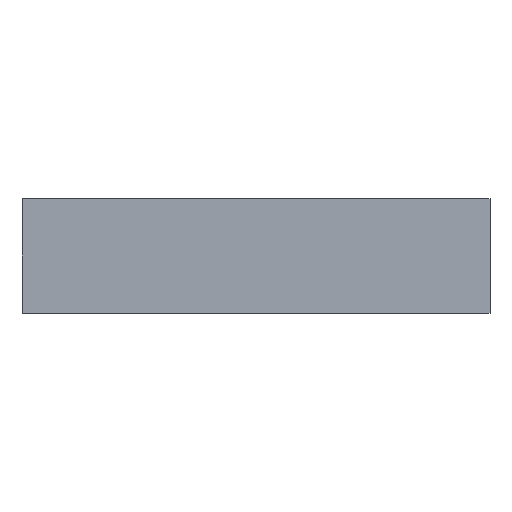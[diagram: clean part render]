
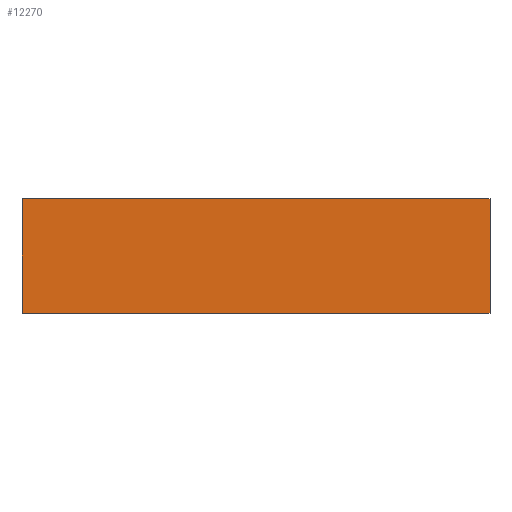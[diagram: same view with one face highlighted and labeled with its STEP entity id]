
A CAD part, front view. The second image highlights one B-rep face of the part: STEP entity #12270.
In plain terms, the highlighted planar face has unit normal (0, -1, 0).
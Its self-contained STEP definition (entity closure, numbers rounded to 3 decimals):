
#1487 = PLANE ( 'NONE',  #3257 ) ;
#3257 = AXIS2_PLACEMENT_3D ( 'NONE', #12427, #23371, #31631 ) ;
#3793 = EDGE_CURVE ( 'NONE', #13294, #16369, #11566, .T. ) ;
#6366 = VERTEX_POINT ( 'NONE', #27018 ) ;
#7781 = EDGE_LOOP ( 'NONE', ( #27704, #19896, #14584, #21893 ) ) ;
#8637 = CARTESIAN_POINT ( 'NONE',  ( -266., -30., -65. ) ) ;
#9285 = CARTESIAN_POINT ( 'NONE',  ( -266., -30., 65. ) ) ;
#11566 = LINE ( 'NONE', #28449, #15571 ) ;
#12270 = ADVANCED_FACE ( 'NONE', ( #15470 ), #1487, .T. ) ;
#12427 = CARTESIAN_POINT ( 'NONE',  ( 0., -30., 0. ) ) ;
#13294 = VERTEX_POINT ( 'NONE', #8637 ) ;
#14584 = ORIENTED_EDGE ( 'NONE', *, *, #30114, .T. ) ;
#15470 = FACE_OUTER_BOUND ( 'NONE', #7781, .T. ) ;
#15571 = VECTOR ( 'NONE', #33632, 1000. ) ;
#16083 = EDGE_CURVE ( 'NONE', #6366, #13294, #22736, .T. ) ;
#16369 = VERTEX_POINT ( 'NONE', #28094 ) ;
#18296 = VECTOR ( 'NONE', #22915, 1000. ) ;
#18457 = LINE ( 'NONE', #19175, #30141 ) ;
#18693 = CARTESIAN_POINT ( 'NONE',  ( 266., -30., 65. ) ) ;
#19175 = CARTESIAN_POINT ( 'NONE',  ( -266., -30., 65. ) ) ;
#19896 = ORIENTED_EDGE ( 'NONE', *, *, #3793, .T. ) ;
#21893 = ORIENTED_EDGE ( 'NONE', *, *, #22388, .T. ) ;
#22388 = EDGE_CURVE ( 'NONE', #34413, #6366, #18457, .T. ) ;
#22736 = LINE ( 'NONE', #9285, #18296 ) ;
#22915 = DIRECTION ( 'NONE',  ( 0., 0., -1. ) ) ;
#23371 = DIRECTION ( 'NONE',  ( 0., -1., 0. ) ) ;
#24207 = DIRECTION ( 'NONE',  ( -1., 0., 0. ) ) ;
#27018 = CARTESIAN_POINT ( 'NONE',  ( -266., -30., 65. ) ) ;
#27704 = ORIENTED_EDGE ( 'NONE', *, *, #16083, .T. ) ;
#28094 = CARTESIAN_POINT ( 'NONE',  ( 266., -30., -65. ) ) ;
#28449 = CARTESIAN_POINT ( 'NONE',  ( -266., -30., -65. ) ) ;
#29332 = CARTESIAN_POINT ( 'NONE',  ( 266., -30., 65. ) ) ;
#29651 = DIRECTION ( 'NONE',  ( 0., 0., 1. ) ) ;
#30114 = EDGE_CURVE ( 'NONE', #16369, #34413, #35019, .T. ) ;
#30141 = VECTOR ( 'NONE', #24207, 1000. ) ;
#31631 = DIRECTION ( 'NONE',  ( 0., 0., -1. ) ) ;
#31873 = VECTOR ( 'NONE', #29651, 1000. ) ;
#33632 = DIRECTION ( 'NONE',  ( 1., 0., 0. ) ) ;
#34413 = VERTEX_POINT ( 'NONE', #29332 ) ;
#35019 = LINE ( 'NONE', #18693, #31873 ) ;
